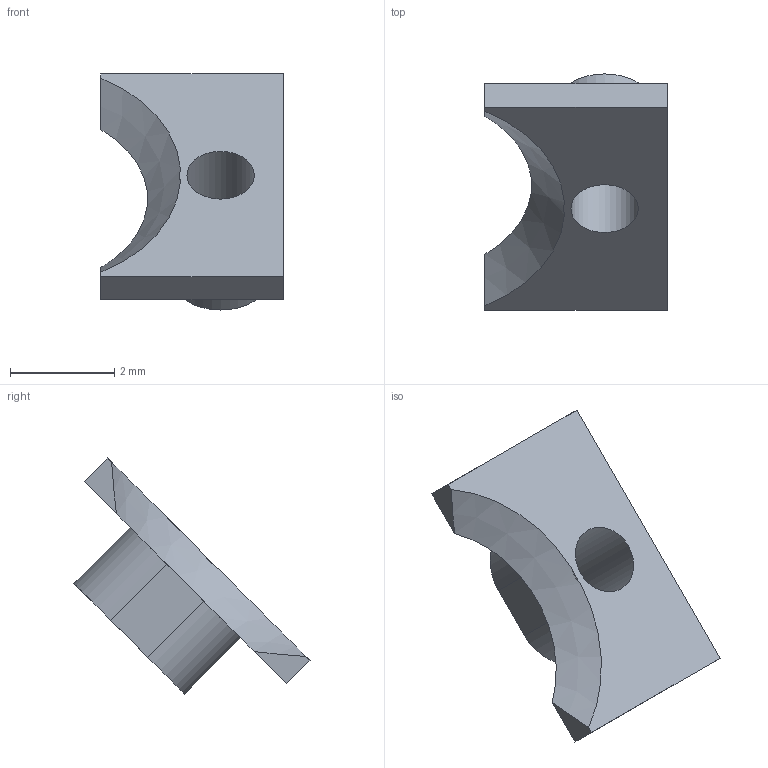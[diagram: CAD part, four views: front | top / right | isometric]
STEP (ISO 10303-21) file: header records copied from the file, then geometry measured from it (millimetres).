
FILE_DESCRIPTION(/* description */ (''),/* implementation_level */ '2;1');
FILE_NAME(/* name */ 'Clamp2_threaded.stp',/* time_stamp */ '2024-08-28T10:50:33-05:00',/* author */ ('monolithic'),/* organization */ (''),/* preprocessor_version */ 'ST-DEVELOPER v20',/* originating_system */ 'Autodesk Inventor 2024',/* authorisation */ '');
FILE_SCHEMA (('AUTOMOTIVE_DESIGN { 1 0 10303 214 3 1 1 }'));
Length unit declared in the file: millimetre
Products named in the file (1): Clamp2
Bounding box: 3.5 x 4.53 x 4.53 mm (x, y, z)
Volume: 14.7 mm3; surface area: 62.5 mm2
Topology: 1 solids, 1 shells, 15 faces, 36 edges, 24 vertices
Faces by surface type: plane 10, cylinder 4, cone 1
Full cylindrical faces by diameter (mm): 1.295 x1
Entity records: 512 total; most frequent: CARTESIAN_POINT 85, DIRECTION 75, ORIENTED_EDGE 72, EDGE_CURVE 36, AXIS2_PLACEMENT_3D 26, VERTEX_POINT 24, LINE 23, VECTOR 23
